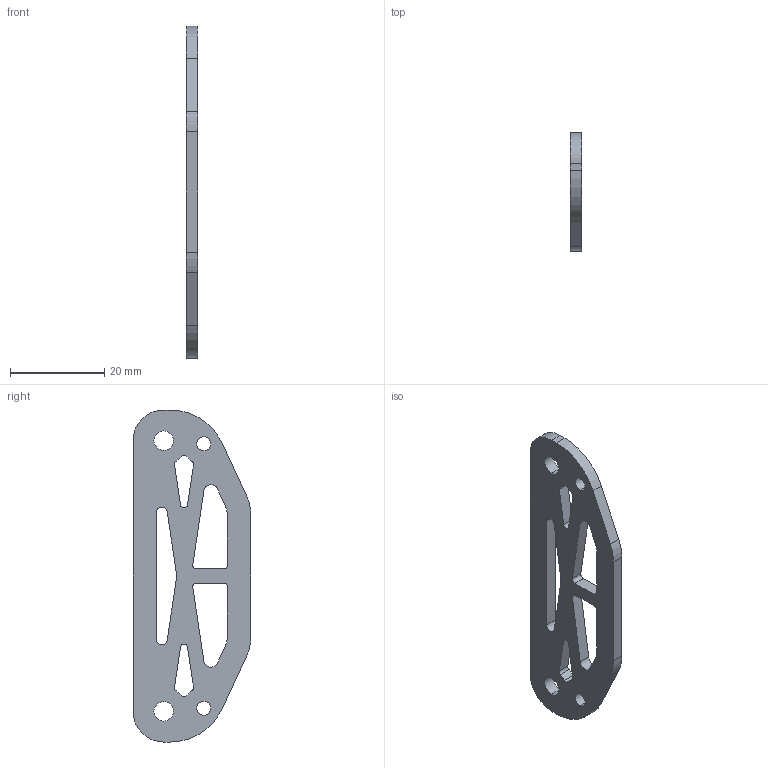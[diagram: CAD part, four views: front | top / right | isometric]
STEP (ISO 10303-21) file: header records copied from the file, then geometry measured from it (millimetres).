
FILE_DESCRIPTION (( 'STEP AP203' ), '1' );
FILE_NAME ('CB-002-012-Bearing Block Side Plate.STEP', '2023-07-13T18:45:48', ( '' ), ( '' ), 'SwSTEP 2.0', 'SolidWorks 2023', '' );
FILE_SCHEMA (( 'CONFIG_CONTROL_DESIGN' ));
Length unit declared in the file: millimetre
Products named in the file (1): CB-002-012-Bearing Block Side Plate
Bounding box: 2.54 x 25 x 70.35 mm (x, y, z)
Volume: 2883.4 mm3; surface area: 3319.8 mm2
Topology: 1 solids, 1 shells, 64 faces, 186 edges, 124 vertices
Faces by surface type: cylinder 41, plane 23
Entity records: 2265 total; most frequent: DIRECTION 398, CARTESIAN_POINT 375, ORIENTED_EDGE 372, EDGE_CURVE 186, AXIS2_PLACEMENT_3D 147, VERTEX_POINT 124, VECTOR 104, LINE 104
